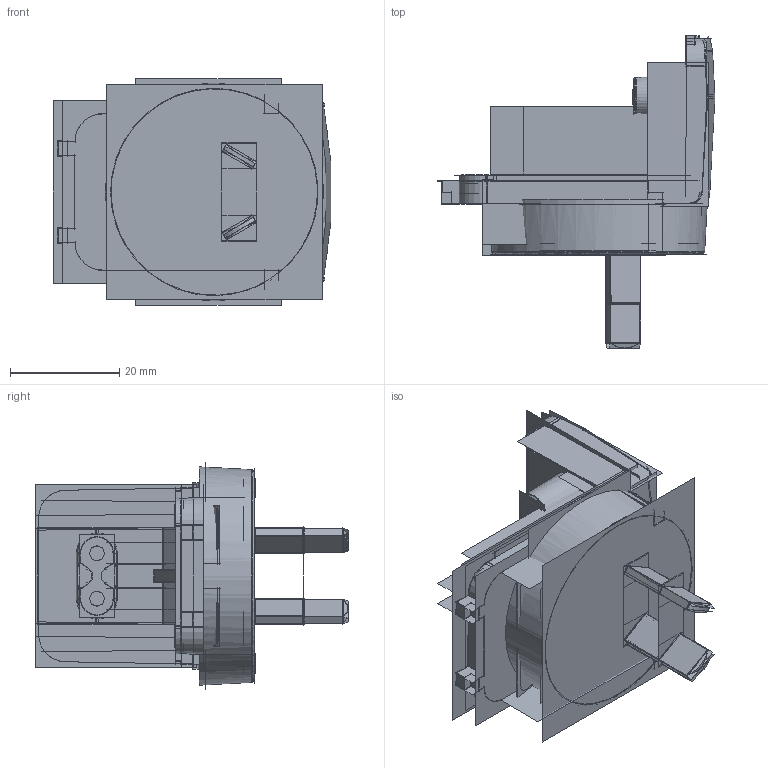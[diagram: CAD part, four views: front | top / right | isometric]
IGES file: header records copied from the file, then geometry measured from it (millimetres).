
Start section:  PTC IGES file: R-SAA-2.igs
Global section: file name: R-SAA-2.igs; native system: Pro/ENGINEER by Parametric Technology Corporation; preprocessor: 2010280; author: Administrator; organization: Unknown; date: 20180425.145242; units: millimetre
Bounding box: 50.82 x 57.25 x 41.49 mm (x, y, z)
Volume: 13633.5 mm3; surface area: 119242 mm2
Topology: 6 solids, 6 shells, 1022 faces, 5364 edges, 6822 vertices
Faces by surface type: bspline 786, revolution 236
